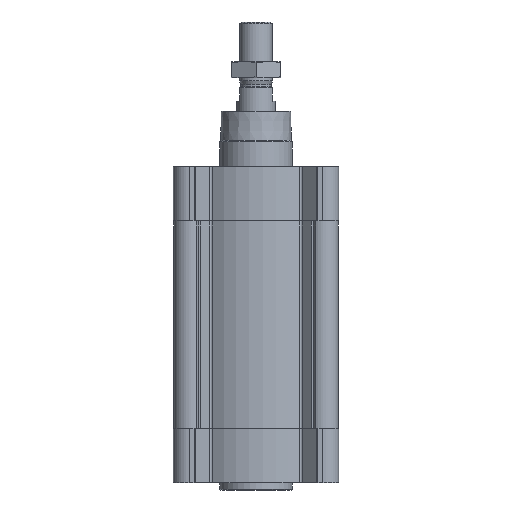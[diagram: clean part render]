
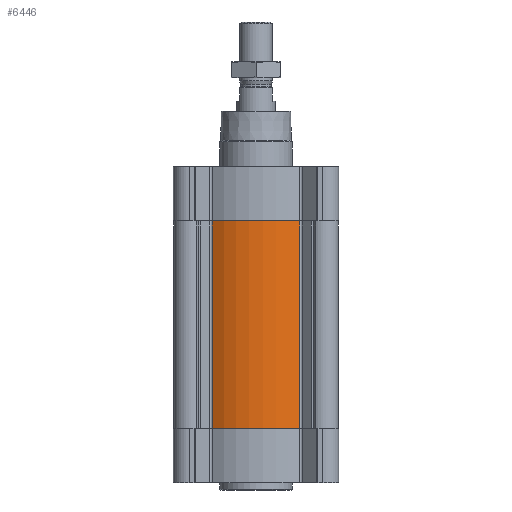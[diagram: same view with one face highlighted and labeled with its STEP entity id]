
A CAD part, front view. The second image highlights one B-rep face of the part: STEP entity #6446.
In plain terms, the highlighted cylindrical face has radius 66 mm (diameter 132 mm), a partial arc.
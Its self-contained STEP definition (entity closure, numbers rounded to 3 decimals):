
#291=LINE('',#10975,#740);
#292=LINE('',#10979,#741);
#740=VECTOR('',#8269,1000.);
#741=VECTOR('',#8274,1000.);
#1330=CIRCLE('',#7008,66.);
#1376=CIRCLE('',#7070,66.);
#2173=ORIENTED_EDGE('',*,*,#3795,.F.);
#2174=ORIENTED_EDGE('',*,*,#3891,.F.);
#2175=ORIENTED_EDGE('',*,*,#3892,.T.);
#2176=ORIENTED_EDGE('',*,*,#3893,.T.);
#3795=EDGE_CURVE('',#4671,#4672,#1330,.T.);
#3891=EDGE_CURVE('',#4747,#4671,#291,.T.);
#3892=EDGE_CURVE('',#4747,#4748,#1376,.T.);
#3893=EDGE_CURVE('',#4748,#4672,#292,.T.);
#4671=VERTEX_POINT('',#10787);
#4672=VERTEX_POINT('',#10789);
#4747=VERTEX_POINT('',#10974);
#4748=VERTEX_POINT('',#10978);
#5291=EDGE_LOOP('',(#2173,#2174,#2175,#2176));
#5806=FACE_BOUND('',#5291,.T.);
#6236=CYLINDRICAL_SURFACE('',#7069,66.);
#6446=ADVANCED_FACE('',(#5806),#6236,.T.);
#7008=AXIS2_PLACEMENT_3D('',#10788,#8097,#8098);
#7069=AXIS2_PLACEMENT_3D('',#10976,#8270,#8271);
#7070=AXIS2_PLACEMENT_3D('',#10977,#8272,#8273);
#8097=DIRECTION('',(0.,0.,1.));
#8098=DIRECTION('',(1.,0.,0.));
#8269=DIRECTION('',(0.,0.,1.));
#8270=DIRECTION('',(0.,0.,1.));
#8271=DIRECTION('',(1.,0.,0.));
#8272=DIRECTION('',(0.,0.,1.));
#8273=DIRECTION('',(1.,0.,0.));
#8274=DIRECTION('',(0.,0.,1.));
#10787=CARTESIAN_POINT('',(-36.184,-55.197,-44.7));
#10788=CARTESIAN_POINT('',(0.,0.,
-44.7));
#10789=CARTESIAN_POINT('',(36.184,-55.197,-44.7));
#10974=CARTESIAN_POINT('',(-36.184,-55.197,-215.3));
#10975=CARTESIAN_POINT('',(-36.184,-55.197,-215.3));
#10976=CARTESIAN_POINT('',(0.,0.,
-215.3));
#10977=CARTESIAN_POINT('',(0.,0.,
-215.3));
#10978=CARTESIAN_POINT('',(36.184,-55.197,-215.3));
#10979=CARTESIAN_POINT('',(36.184,-55.197,-215.3));
